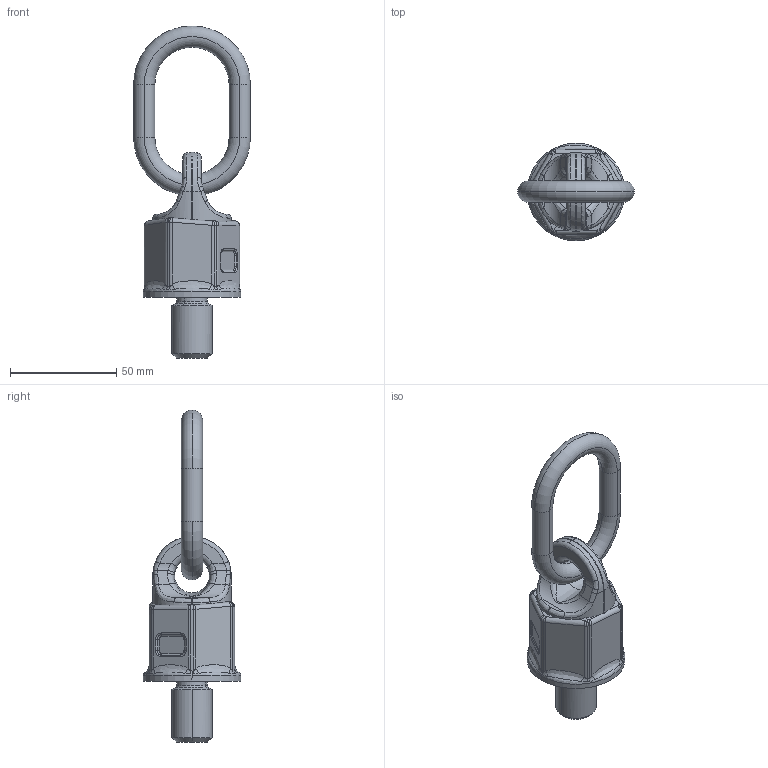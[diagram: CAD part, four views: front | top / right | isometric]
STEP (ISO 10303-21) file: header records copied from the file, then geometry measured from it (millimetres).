
FILE_DESCRIPTION(('CATIA V5 STEP Exchange'),'2;1');
FILE_NAME('8-272-018.stp','2017-06-16T07:39:32+00:00',('none'),('none'),'CATIA Version 5 Release 21 GA (IN-10)','CATIA V5 STEP AP203','none');
FILE_SCHEMA(('CONFIG_CONTROL_DESIGN'));
Length unit declared in the file: millimetre
Products named in the file (1): YK8272-018
Bounding box: 55 x 46 x 156.3 mm (x, y, z)
Volume: 84718.6 mm3; surface area: 17979.3 mm2
Topology: 2 solids, 2 shells, 224 faces, 526 edges, 306 vertices
Faces by surface type: bspline 72, cylinder 65, plane 37, torus 36, cone 10, revolution 4
Entity records: 10574 total; most frequent: CARTESIAN_POINT 6238, ORIENTED_EDGE 1052, DIRECTION 558, EDGE_CURVE 526, VERTEX_POINT 306, AXIS2_PLACEMENT_3D 284, B_SPLINE_CURVE_WITH_KNOTS 246, EDGE_LOOP 228
